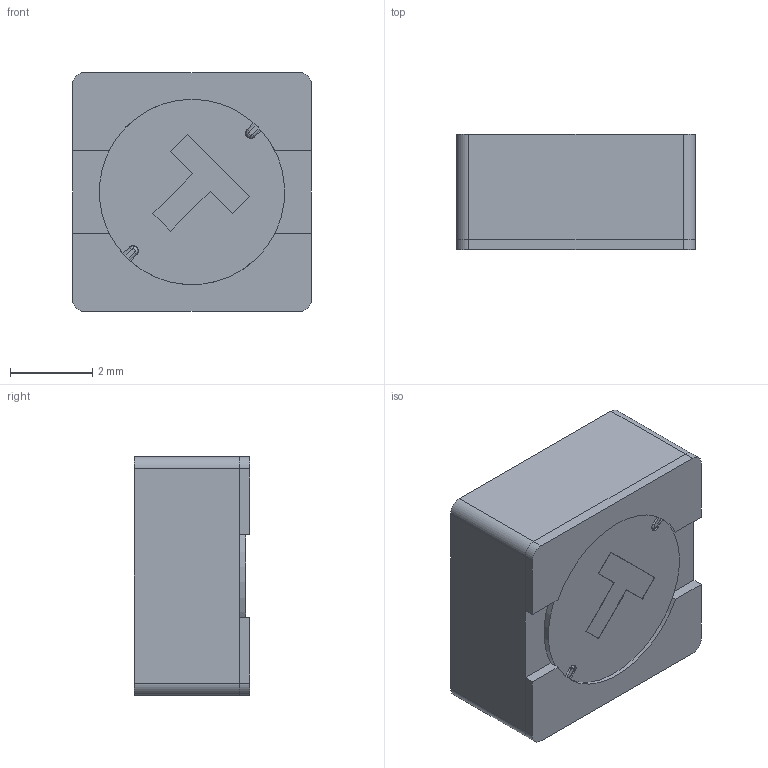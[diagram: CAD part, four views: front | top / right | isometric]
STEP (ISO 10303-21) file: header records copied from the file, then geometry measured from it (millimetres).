
FILE_DESCRIPTION (( 'STEP AP214' ), '1' );
FILE_NAME ('744053101.STEP', '2022-07-18T13:23:29', ( '' ), ( '' ), 'SwSTEP 2.0', 'SolidWorks 2018', '' );
FILE_SCHEMA (( 'AUTOMOTIVE_DESIGN' ));
Length unit declared in the file: millimetre
Products named in the file (1): 744053101
Bounding box: 5.8 x 2.8 x 5.8 mm (x, y, z)
Volume: 91.6 mm3; surface area: 231.6 mm2
Topology: 7 solids, 7 shells, 180 faces, 457 edges, 303 vertices
Faces by surface type: plane 108, bspline 36, cylinder 32, torus 4
Entity records: 9212 total; most frequent: CARTESIAN_POINT 2973, ORIENTED_EDGE 914, DIRECTION 738, EDGE_CURVE 457, VECTOR 314, LINE 314, VERTEX_POINT 303, AXIS2_PLACEMENT_3D 212
